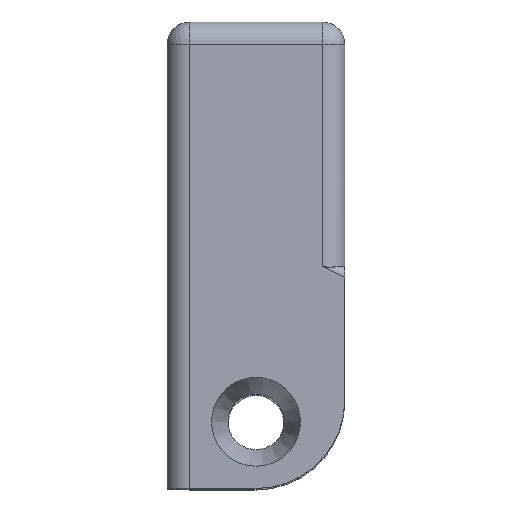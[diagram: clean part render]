
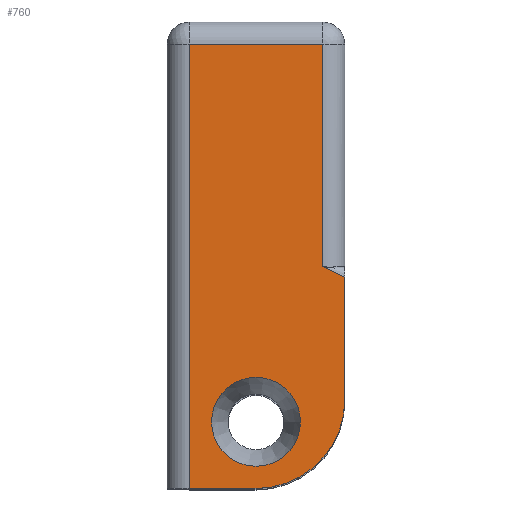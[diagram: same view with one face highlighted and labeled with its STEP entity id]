
A CAD part, top view. The second image highlights one B-rep face of the part: STEP entity #760.
In plain terms, the highlighted planar face has unit normal (0, 0, 1).
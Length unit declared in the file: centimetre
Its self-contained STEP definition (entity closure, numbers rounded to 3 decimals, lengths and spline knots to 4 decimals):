
#69=LINE('',#1221,#129);
#89=LINE('',#1303,#149);
#90=LINE('',#1305,#150);
#91=LINE('',#1309,#151);
#92=LINE('',#1311,#152);
#93=LINE('',#1312,#153);
#129=VECTOR('',#959,1.);
#149=VECTOR('',#1059,1.);
#150=VECTOR('',#1060,1.);
#151=VECTOR('',#1063,1.);
#152=VECTOR('',#1064,1.);
#153=VECTOR('',#1065,1.);
#177=PLANE('',#846);
#188=FACE_BOUND('',#275,.T.);
#224=FACE_OUTER_BOUND('',#274,.T.);
#274=EDGE_LOOP('',(#666,#667,#668,#669,#670,#671,#672));
#275=EDGE_LOOP('',(#673));
#327=CIRCLE('',#847,0.4);
#328=CIRCLE('',#848,0.2);
#361=VERTEX_POINT('',#1203);
#367=VERTEX_POINT('',#1220);
#389=VERTEX_POINT('',#1302);
#390=VERTEX_POINT('',#1304);
#391=VERTEX_POINT('',#1306);
#392=VERTEX_POINT('',#1308);
#393=VERTEX_POINT('',#1310);
#394=VERTEX_POINT('',#1313);
#446=EDGE_CURVE('',#361,#367,#69,.T.);
#487=EDGE_CURVE('',#389,#361,#89,.T.);
#488=EDGE_CURVE('',#390,#389,#90,.T.);
#489=EDGE_CURVE('',#391,#390,#327,.T.);
#490=EDGE_CURVE('',#392,#391,#91,.T.);
#491=EDGE_CURVE('',#393,#392,#92,.T.);
#492=EDGE_CURVE('',#367,#393,#93,.T.);
#493=EDGE_CURVE('',#394,#394,#328,.T.);
#666=ORIENTED_EDGE('',*,*,#487,.F.);
#667=ORIENTED_EDGE('',*,*,#488,.F.);
#668=ORIENTED_EDGE('',*,*,#489,.F.);
#669=ORIENTED_EDGE('',*,*,#490,.F.);
#670=ORIENTED_EDGE('',*,*,#491,.F.);
#671=ORIENTED_EDGE('',*,*,#492,.F.);
#672=ORIENTED_EDGE('',*,*,#446,.F.);
#673=ORIENTED_EDGE('',*,*,#493,.T.);
#760=ADVANCED_FACE('',(#224,#188),#177,.T.);
#846=AXIS2_PLACEMENT_3D('',#1301,#1057,#1058);
#847=AXIS2_PLACEMENT_3D('',#1307,#1061,#1062);
#848=AXIS2_PLACEMENT_3D('',#1314,#1066,#1067);
#959=DIRECTION('',(1.,0.,0.));
#1057=DIRECTION('center_axis',(0.,0.,
1.));
#1058=DIRECTION('ref_axis',(1.,0.,0.));
#1059=DIRECTION('',(0.,1.,0.));
#1060=DIRECTION('',(-1.,0.,0.));
#1061=DIRECTION('center_axis',(0.,0.,
-1.));
#1062=DIRECTION('ref_axis',(0.,-1.,0.));
#1063=DIRECTION('',(0.,-1.,0.));
#1064=DIRECTION('',(0.896,-0.444,0.));
#1065=DIRECTION('',(0.,-1.,0.));
#1066=DIRECTION('center_axis',(0.,0.,
-1.));
#1067=DIRECTION('ref_axis',(1.,0.,0.));
#1203=CARTESIAN_POINT('',(-2.4418,2.2496,3.9));
#1220=CARTESIAN_POINT('',(-1.8418,2.2496,3.9));
#1221=CARTESIAN_POINT('',(-2.3418,2.2496,3.9));
#1301=CARTESIAN_POINT('Origin',(-2.1418,1.1496,3.9));
#1302=CARTESIAN_POINT('',(-2.4418,0.2496,3.9));
#1303=CARTESIAN_POINT('',(-2.4418,0.9996,3.9));
#1304=CARTESIAN_POINT('',(-2.1418,0.2496,3.9));
#1305=CARTESIAN_POINT('',(-2.1418,0.2496,3.9));
#1306=CARTESIAN_POINT('',(-1.7418,0.6496,3.9));
#1307=CARTESIAN_POINT('Origin',(-2.1418,0.6496,3.9));
#1308=CARTESIAN_POINT('',(-1.7418,1.2,3.9));
#1309=CARTESIAN_POINT('',(-1.7418,1.3996,3.9));
#1310=CARTESIAN_POINT('',(-1.8418,1.2496,3.9));
#1311=CARTESIAN_POINT('',(-1.7242,1.1913,3.9));
#1312=CARTESIAN_POINT('',(-1.8418,1.8996,3.9));
#1313=CARTESIAN_POINT('',(-1.9418,0.5496,3.9));
#1314=CARTESIAN_POINT('Origin',(-2.1418,0.5496,3.9));
